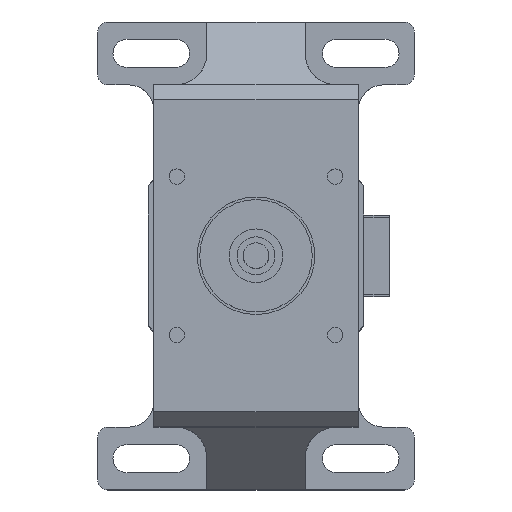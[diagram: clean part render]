
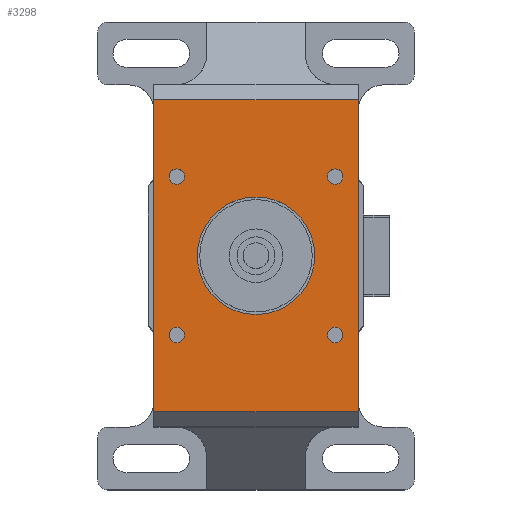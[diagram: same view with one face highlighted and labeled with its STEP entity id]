
A CAD part, top view. The second image highlights one B-rep face of the part: STEP entity #3298.
In plain terms, the highlighted planar face has unit normal (0, 0, 1).
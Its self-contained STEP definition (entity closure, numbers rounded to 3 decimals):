
#160=CIRCLE('',#3643,11.5);
#161=CIRCLE('',#3644,1.5);
#162=CIRCLE('',#3645,1.5);
#163=CIRCLE('',#3646,1.5);
#164=CIRCLE('',#3647,1.5);
#269=FACE_BOUND('',#638,.T.);
#270=FACE_BOUND('',#639,.T.);
#271=FACE_BOUND('',#640,.T.);
#272=FACE_BOUND('',#641,.T.);
#273=FACE_BOUND('',#642,.T.);
#426=FACE_OUTER_BOUND('',#637,.T.);
#637=EDGE_LOOP('',(#2729,#2730,#2731,#2732));
#638=EDGE_LOOP('',(#2733));
#639=EDGE_LOOP('',(#2734));
#640=EDGE_LOOP('',(#2735));
#641=EDGE_LOOP('',(#2736));
#642=EDGE_LOOP('',(#2737));
#939=LINE('',#5484,#1241);
#942=LINE('',#5490,#1244);
#943=LINE('',#5492,#1245);
#944=LINE('',#5493,#1246);
#1241=VECTOR('',#4508,10.);
#1244=VECTOR('',#4513,10.);
#1245=VECTOR('',#4514,10.);
#1246=VECTOR('',#4515,10.);
#1555=VERTEX_POINT('',#5481);
#1556=VERTEX_POINT('',#5483);
#1558=VERTEX_POINT('',#5489);
#1559=VERTEX_POINT('',#5491);
#1560=VERTEX_POINT('',#5494);
#1561=VERTEX_POINT('',#5496);
#1562=VERTEX_POINT('',#5498);
#1563=VERTEX_POINT('',#5500);
#1564=VERTEX_POINT('',#5502);
#1966=EDGE_CURVE('',#1555,#1556,#939,.T.);
#1969=EDGE_CURVE('',#1555,#1558,#942,.T.);
#1970=EDGE_CURVE('',#1559,#1558,#943,.T.);
#1971=EDGE_CURVE('',#1559,#1556,#944,.T.);
#1972=EDGE_CURVE('',#1560,#1560,#160,.T.);
#1973=EDGE_CURVE('',#1561,#1561,#161,.T.);
#1974=EDGE_CURVE('',#1562,#1562,#162,.T.);
#1975=EDGE_CURVE('',#1563,#1563,#163,.T.);
#1976=EDGE_CURVE('',#1564,#1564,#164,.T.);
#2729=ORIENTED_EDGE('',*,*,#1966,.F.);
#2730=ORIENTED_EDGE('',*,*,#1969,.T.);
#2731=ORIENTED_EDGE('',*,*,#1970,.F.);
#2732=ORIENTED_EDGE('',*,*,#1971,.T.);
#2733=ORIENTED_EDGE('',*,*,#1972,.T.);
#2734=ORIENTED_EDGE('',*,*,#1973,.T.);
#2735=ORIENTED_EDGE('',*,*,#1974,.T.);
#2736=ORIENTED_EDGE('',*,*,#1975,.T.);
#2737=ORIENTED_EDGE('',*,*,#1976,.T.);
#3022=PLANE('',#3642);
#3298=ADVANCED_FACE('',(#426,#269,#270,#271,#272,#273),#3022,.T.);
#3642=AXIS2_PLACEMENT_3D('',#5488,#4511,#4512);
#3643=AXIS2_PLACEMENT_3D('',#5495,#4516,#4517);
#3644=AXIS2_PLACEMENT_3D('',#5497,#4518,#4519);
#3645=AXIS2_PLACEMENT_3D('',#5499,#4520,#4521);
#3646=AXIS2_PLACEMENT_3D('',#5501,#4522,#4523);
#3647=AXIS2_PLACEMENT_3D('',#5503,#4524,#4525);
#4508=DIRECTION('',(1.,0.,0.));
#4511=DIRECTION('center_axis',(0.,0.,
1.));
#4512=DIRECTION('ref_axis',(-1.,0.,0.));
#4513=DIRECTION('',(0.,-1.,0.));
#4514=DIRECTION('',(-1.,0.,0.));
#4515=DIRECTION('',(0.,1.,0.));
#4516=DIRECTION('center_axis',(0.,0.,
-1.));
#4517=DIRECTION('ref_axis',(-1.,0.,0.));
#4518=DIRECTION('center_axis',(0.,0.,
-1.));
#4519=DIRECTION('ref_axis',(-1.,0.,0.));
#4520=DIRECTION('center_axis',(0.,0.,
-1.));
#4521=DIRECTION('ref_axis',(-1.,0.,0.));
#4522=DIRECTION('center_axis',(0.,0.,
-1.));
#4523=DIRECTION('ref_axis',(-1.,0.,0.));
#4524=DIRECTION('center_axis',(0.,0.,
-1.));
#4525=DIRECTION('ref_axis',(-1.,0.,0.));
#5481=CARTESIAN_POINT('',(-20.,30.5,-19.5));
#5483=CARTESIAN_POINT('',(20.,30.5,-19.5));
#5484=CARTESIAN_POINT('',(10.,30.5,-19.5));
#5488=CARTESIAN_POINT('Origin',(0.,0.,
-19.5));
#5489=CARTESIAN_POINT('',(-20.,-30.5,-19.5));
#5490=CARTESIAN_POINT('',(-20.,33.5,-19.5));
#5491=CARTESIAN_POINT('',(20.,-30.5,-19.5));
#5492=CARTESIAN_POINT('',(-10.,-30.5,-19.5));
#5493=CARTESIAN_POINT('',(20.,-33.5,-19.5));
#5494=CARTESIAN_POINT('',(11.5,0.,-19.5));
#5495=CARTESIAN_POINT('Origin',(0.,0.,
-19.5));
#5496=CARTESIAN_POINT('',(-14.,15.5,-19.5));
#5497=CARTESIAN_POINT('Origin',(-15.5,15.5,-19.5));
#5498=CARTESIAN_POINT('',(17.,15.5,-19.5));
#5499=CARTESIAN_POINT('Origin',(15.5,15.5,-19.5));
#5500=CARTESIAN_POINT('',(17.,-15.5,-19.5));
#5501=CARTESIAN_POINT('Origin',(15.5,-15.5,-19.5));
#5502=CARTESIAN_POINT('',(-14.,-15.5,-19.5));
#5503=CARTESIAN_POINT('Origin',(-15.5,-15.5,-19.5));
